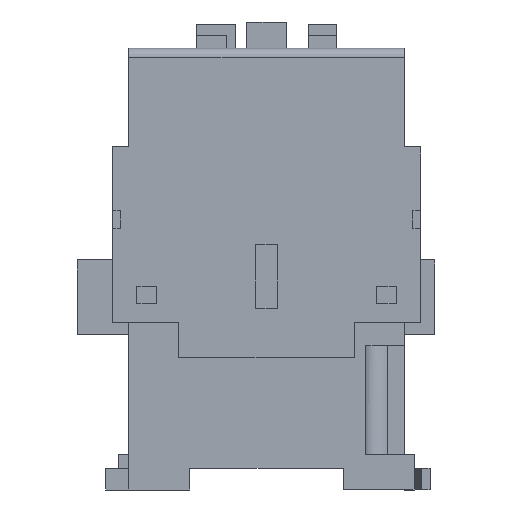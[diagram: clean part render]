
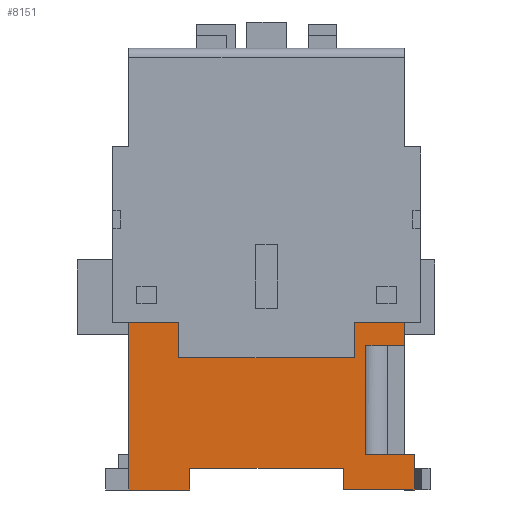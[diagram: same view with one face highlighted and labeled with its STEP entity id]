
A CAD part, left-side view. The second image highlights one B-rep face of the part: STEP entity #8151.
In plain terms, the highlighted free-form (B-spline) face has degree [1, 1] with [2, 2] control points.
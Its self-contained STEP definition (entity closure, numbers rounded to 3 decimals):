
#5175=CARTESIAN_POINT('V325',(-26.9,20.0,
   25.1));
#5176=VERTEX_POINT('V325',#5175);
#5177=CARTESIAN_POINT('V326',(-26.9,20.0,
   33.1));
#5178=VERTEX_POINT('V326',#5177);
#5179=CARTESIAN_POINT('E447',(-26.9,20.0,
   25.1));
#5180=CARTESIAN_POINT('E447',(-26.9,20.0,
   33.1));
#5181=B_SPLINE_CURVE_WITH_KNOTS('E447',1,(#5179,#5180),
   .POLYLINE_FORM.,.F.,.U.,(2,2),(0.0,2.807),
   .UNSPECIFIED.);
#5182=EDGE_CURVE('E447',#5176,#5178,#5181,.T.);
#5211=CARTESIAN_POINT('V545',(-26.9,-20.0,
   25.1));
#5212=VERTEX_POINT('V545',#5211);
#5213=CARTESIAN_POINT('E956',(-26.9,-20.0,
   25.1));
#5214=CARTESIAN_POINT('E956',(-26.9,20.0,
   25.1));
#5215=QUASI_UNIFORM_CURVE('E956',1,(#5213,#5214),.POLYLINE_FORM.,.F.,
   .U.);
#5216=EDGE_CURVE('E956',#5212,#5176,#5215,.T.);
#7224=CARTESIAN_POINT('V542',(-26.9,
   -17.5,0.));
#7225=VERTEX_POINT('V542',#7224);
#7231=CARTESIAN_POINT('V324',(-26.9,17.5,
   0.));
#7232=VERTEX_POINT('V324',#7231);
#7233=CARTESIAN_POINT('E959',(-26.9,
   -17.5,0.0));
#7234=CARTESIAN_POINT('E959',(-26.9,17.5,
   0.0));
#7235=QUASI_UNIFORM_CURVE('E959',1,(#7233,#7234),.POLYLINE_FORM.,.F.,
   .U.);
#7236=EDGE_CURVE('E959',#7225,#7232,#7235,.T.);
#7259=CARTESIAN_POINT('V130',(-26.9,17.5,
   -5.0));
#7260=VERTEX_POINT('V130',#7259);
#7261=CARTESIAN_POINT('E446',(-26.9,17.5,
   0.));
#7262=CARTESIAN_POINT('E446',(-26.9,17.5,
   -5.0));
#7263=QUASI_UNIFORM_CURVE('E446',1,(#7261,#7262),.POLYLINE_FORM.,.F.,
   .U.);
#7264=EDGE_CURVE('E446',#7232,#7260,#7263,.T.);
#7287=CARTESIAN_POINT('V131',(-26.9,31.3,
   -5.0));
#7288=VERTEX_POINT('V131',#7287);
#7289=CARTESIAN_POINT('E171',(-26.9,17.5,
   -5.0));
#7290=CARTESIAN_POINT('E171',(-26.9,31.3,
   -5.0));
#7291=B_SPLINE_CURVE_WITH_KNOTS('E171',1,(#7289,#7290),
   .POLYLINE_FORM.,.F.,.U.,(2,2),(0.0,0.723),
   .UNSPECIFIED.);
#7292=EDGE_CURVE('E171',#7260,#7288,#7291,.T.);
#7586=CARTESIAN_POINT('V543',(-26.9,
   -17.5,-5.));
#7587=VERTEX_POINT('V543',#7586);
#7593=CARTESIAN_POINT('E770',(-26.9,
   -17.5,0.));
#7594=CARTESIAN_POINT('E770',(-26.9,
   -17.5,-5.));
#7595=QUASI_UNIFORM_CURVE('E770',1,(#7593,#7594),.POLYLINE_FORM.,.F.,
   .U.);
#7596=EDGE_CURVE('E770',#7225,#7587,#7595,.T.);
#7845=CARTESIAN_POINT('V152',(-26.9,
   -33.7,-5.0));
#7846=VERTEX_POINT('V152',#7845);
#7852=CARTESIAN_POINT('E1090',(-26.9,
   -17.5,-5.));
#7853=CARTESIAN_POINT('E1090',(-26.9,
   -33.7,-5.0));
#7854=QUASI_UNIFORM_CURVE('E1090',1,(#7852,#7853),.POLYLINE_FORM.,
   .F.,.U.);
#7855=EDGE_CURVE('E1090',#7587,#7846,#7854,.T.);
#7921=CARTESIAN_POINT('V122',(-26.9,
   -33.7,3.0));
#7922=VERTEX_POINT('V122',#7921);
#7928=CARTESIAN_POINT('E198',(-26.9,
   -33.7,-5.0));
#7929=CARTESIAN_POINT('E198',(-26.9,
   -33.7,3.0));
#7930=B_SPLINE_CURVE_WITH_KNOTS('E198',1,(#7928,#7929),
   .POLYLINE_FORM.,.F.,.U.,(2,2),(0.0,3.333),
   .UNSPECIFIED.);
#7931=EDGE_CURVE('E198',#7846,#7922,#7930,.T.);
#8003=CARTESIAN_POINT('V735',(-26.9,
   -22.6,27.8));
#8004=VERTEX_POINT('V735',#8003);
#8010=CARTESIAN_POINT('V121',(-26.9,
   -22.6,3.0));
#8011=VERTEX_POINT('V121',#8010);
#8012=CARTESIAN_POINT('E1081',(-26.9,
   -22.6,3.0));
#8013=CARTESIAN_POINT('E1081',(-26.9,
   -22.6,27.8));
#8014=B_SPLINE_CURVE_WITH_KNOTS('E1081',1,(#8012,#8013),
   .POLYLINE_FORM.,.F.,.U.,(2,2),(0.0,5.636),
   .UNSPECIFIED.);
#8015=EDGE_CURVE('E1081',#8011,#8004,#8014,.T.);
#8030=CARTESIAN_POINT('V734',(-26.9,
   -31.3,27.8));
#8031=VERTEX_POINT('V734',#8030);
#8032=CARTESIAN_POINT('E1076',(-26.9,
   -22.6,27.8));
#8033=CARTESIAN_POINT('E1076',(-26.9,
   -31.3,27.8));
#8034=QUASI_UNIFORM_CURVE('E1076',1,(#8032,#8033),.POLYLINE_FORM.,
   .F.,.U.);
#8035=EDGE_CURVE('E1076',#8004,#8031,#8034,.T.);
#8084=CARTESIAN_POINT('E160',(-26.9,
   -33.7,3.0));
#8085=CARTESIAN_POINT('E160',(-26.9,
   -22.6,3.0));
#8086=QUASI_UNIFORM_CURVE('E160',1,(#8084,#8085),.POLYLINE_FORM.,.F.,
   .U.);
#8087=EDGE_CURVE('E160',#7922,#8011,#8086,.T.);
#8102=CARTESIAN_POINT('F406',(-26.9,38.63,
   -10.22));
#8103=CARTESIAN_POINT('F406',(-26.9,
   -38.63,-10.22));
#8104=CARTESIAN_POINT('F406',(-26.9,38.63,
   100.62));
#8105=CARTESIAN_POINT('F406',(-26.9,
   -38.63,100.62));
#8106=B_SPLINE_SURFACE_WITH_KNOTS('F406',1,1,((#8102,#8104),(
   #8103,#8105)),.PLANE_SURF.,.F.,.F.,.U.,(2,2),(2,2),(0.0,1.0),(
   0.0,1.435),.UNSPECIFIED.);
#8107=ORIENTED_EDGE('E160',*,*,#8087,.T.);
#8108=ORIENTED_EDGE('E1081',*,*,#8015,.T.);
#8109=ORIENTED_EDGE('E1076',*,*,#8035,.T.);
#8110=CARTESIAN_POINT('V552',(-26.9,
   -31.3,33.1));
#8111=VERTEX_POINT('V552',#8110);
#8112=CARTESIAN_POINT('E1088',(-26.9,
   -31.3,27.8));
#8113=CARTESIAN_POINT('E1088',(-26.9,
   -31.3,33.1));
#8114=B_SPLINE_CURVE_WITH_KNOTS('E1088',1,(#8112,#8113),
   .POLYLINE_FORM.,.F.,.U.,(2,2),(0.861,1.0),
   .UNSPECIFIED.);
#8115=EDGE_CURVE('E1088',#8031,#8111,#8114,.T.);
#8116=ORIENTED_EDGE('E1088',*,*,#8115,.T.);
#8117=CARTESIAN_POINT('V544',(-26.9,
   -20.,33.1));
#8118=VERTEX_POINT('V544',#8117);
#8119=CARTESIAN_POINT('E790',(-26.9,
   -31.3,33.1));
#8120=CARTESIAN_POINT('E790',(-26.9,
   -20.,33.1));
#8121=B_SPLINE_CURVE_WITH_KNOTS('E790',1,(#8119,#8120),
   .POLYLINE_FORM.,.F.,.U.,(2,2),(1.298,
   5.263),.UNSPECIFIED.);
#8122=EDGE_CURVE('E790',#8111,#8118,#8121,.T.);
#8123=ORIENTED_EDGE('E790',*,*,#8122,.T.);
#8124=CARTESIAN_POINT('E772',(-26.9,
   -20.,33.1));
#8125=CARTESIAN_POINT('E772',(-26.9,-20.0,
   25.1));
#8126=B_SPLINE_CURVE_WITH_KNOTS('E772',1,(#8124,#8125),
   .POLYLINE_FORM.,.F.,.U.,(2,2),(0.0,2.807),
   .UNSPECIFIED.);
#8127=EDGE_CURVE('E772',#8118,#5212,#8126,.T.);
#8128=ORIENTED_EDGE('E772',*,*,#8127,.T.);
#8129=ORIENTED_EDGE('E956',*,*,#5216,.T.);
#8130=ORIENTED_EDGE('E447',*,*,#5182,.T.);
#8131=CARTESIAN_POINT('V333',(-26.9,31.3,
   33.1));
#8132=VERTEX_POINT('V333',#8131);
#8133=CARTESIAN_POINT('E465',(-26.9,31.3,
   33.1));
#8134=CARTESIAN_POINT('E465',(-26.9,20.0,
   33.1));
#8135=B_SPLINE_CURVE_WITH_KNOTS('E465',1,(#8133,#8134),
   .POLYLINE_FORM.,.F.,.U.,(2,2),(1.298,
   5.263),.UNSPECIFIED.);
#8136=EDGE_CURVE('E465',#8132,#5178,#8135,.T.);
#8137=ORIENTED_EDGE('E465',*,*,#8136,.F.);
#8138=CARTESIAN_POINT('E1089',(-26.9,
   31.3,-5.0));
#8139=CARTESIAN_POINT('E1089',(-26.9,
   31.3,33.1));
#8140=QUASI_UNIFORM_CURVE('E1089',1,(#8138,#8139),.POLYLINE_FORM.,
   .F.,.U.);
#8141=EDGE_CURVE('E1089',#7288,#8132,#8140,.T.);
#8142=ORIENTED_EDGE('E1089',*,*,#8141,.F.);
#8143=ORIENTED_EDGE('E171',*,*,#7292,.F.);
#8144=ORIENTED_EDGE('E446',*,*,#7264,.F.);
#8145=ORIENTED_EDGE('E959',*,*,#7236,.F.);
#8146=ORIENTED_EDGE('E770',*,*,#7596,.T.);
#8147=ORIENTED_EDGE('E1090',*,*,#7855,.T.);
#8148=ORIENTED_EDGE('F57',*,*,#7931,.T.);
#8149=EDGE_LOOP('F406',(#8107,#8108,#8109,#8116,#8123,#8128,#8129,
   #8130,#8137,#8142,#8143,#8144,#8145,#8146,#8147,#8148));
#8150=FACE_OUTER_BOUND('F406',#8149,.T.);
#8151=ADVANCED_FACE('F406',(#8150),#8106,.T.);
